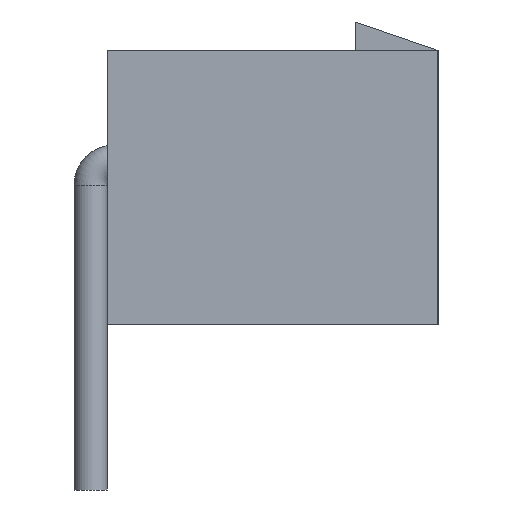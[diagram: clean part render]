
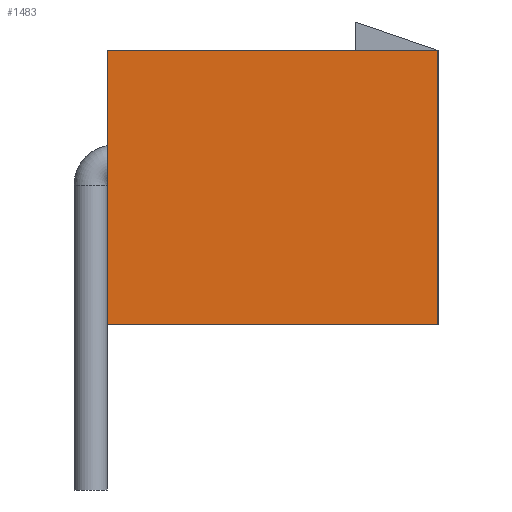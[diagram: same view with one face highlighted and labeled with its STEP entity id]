
A CAD part, left-side view. The second image highlights one B-rep face of the part: STEP entity #1483.
In plain terms, the highlighted planar face has unit normal (-1, 0, 0).
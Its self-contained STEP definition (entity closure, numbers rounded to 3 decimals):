
#207=FACE_OUTER_BOUND('',#293,.T.);
#293=EDGE_LOOP('',(#1119,#1120,#1121,#1122));
#389=LINE('',#2358,#501);
#407=LINE('',#2392,#519);
#434=LINE('',#2447,#546);
#435=LINE('',#2448,#547);
#501=VECTOR('',#1831,10.);
#519=VECTOR('',#1863,10.);
#546=VECTOR('',#1918,10.);
#547=VECTOR('',#1919,10.);
#603=VERTEX_POINT('',#2355);
#604=VERTEX_POINT('',#2357);
#613=VERTEX_POINT('',#2391);
#627=VERTEX_POINT('',#2446);
#771=EDGE_CURVE('',#603,#604,#389,.T.);
#789=EDGE_CURVE('',#613,#604,#407,.T.);
#816=EDGE_CURVE('',#627,#613,#434,.T.);
#817=EDGE_CURVE('',#627,#603,#435,.T.);
#1119=ORIENTED_EDGE('',*,*,#816,.T.);
#1120=ORIENTED_EDGE('',*,*,#789,.T.);
#1121=ORIENTED_EDGE('',*,*,#771,.F.);
#1122=ORIENTED_EDGE('',*,*,#817,.F.);
#1427=PLANE('',#1599);
#1483=ADVANCED_FACE('',(#207),#1427,.T.);
#1599=AXIS2_PLACEMENT_3D('',#2445,#1916,#1917);
#1831=DIRECTION('',(0.,-1.,0.));
#1863=DIRECTION('',(0.,0.,1.));
#1916=DIRECTION('center_axis',(-1.,0.,0.));
#1917=DIRECTION('ref_axis',(0.,-1.,0.));
#1918=DIRECTION('',(0.,-1.,0.));
#1919=DIRECTION('',(0.,0.,1.));
#2355=CARTESIAN_POINT('',(-24.95,-0.35,5.8));
#2357=CARTESIAN_POINT('',(-24.95,-7.35,5.8));
#2358=CARTESIAN_POINT('',(-24.95,-0.35,5.8));
#2391=CARTESIAN_POINT('',(-24.95,-7.35,0.));
#2392=CARTESIAN_POINT('',(-24.95,-7.35,0.));
#2445=CARTESIAN_POINT('Origin',(-24.95,-0.35,0.));
#2446=CARTESIAN_POINT('',(-24.95,-0.35,0.));
#2447=CARTESIAN_POINT('',(-24.95,-0.35,0.));
#2448=CARTESIAN_POINT('',(-24.95,-0.35,0.));
